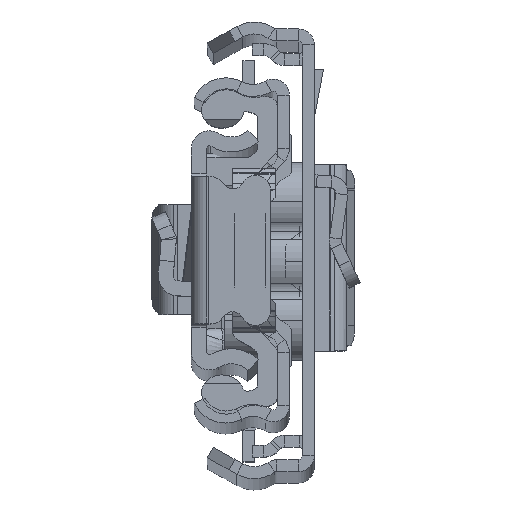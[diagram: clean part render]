
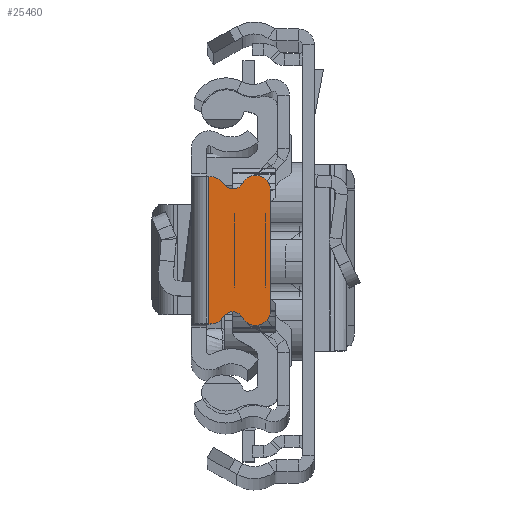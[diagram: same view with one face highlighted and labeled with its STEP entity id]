
A CAD part, top view. The second image highlights one B-rep face of the part: STEP entity #25460.
In plain terms, the highlighted planar face has unit normal (0, 0, 1).
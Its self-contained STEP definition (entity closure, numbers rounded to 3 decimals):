
#401 = DIRECTION ( 'NONE',  ( 1., 0., 0. ) ) ;
#691 = LINE ( 'NONE', #10968, #22354 ) ;
#1224 = VECTOR ( 'NONE', #10345, 1000. ) ;
#1229 = EDGE_CURVE ( 'NONE', #15423, #18748, #2937, .T. ) ;
#1451 = DIRECTION ( 'NONE',  ( 0., 0., 1. ) ) ;
#1710 = ORIENTED_EDGE ( 'NONE', *, *, #20444, .T. ) ;
#1743 = AXIS2_PLACEMENT_3D ( 'NONE', #12053, #7772, #3773 ) ;
#1798 = DIRECTION ( 'NONE',  ( 1., 0., 0. ) ) ;
#1966 = EDGE_CURVE ( 'NONE', #16498, #12537, #24207, .T. ) ;
#2051 = AXIS2_PLACEMENT_3D ( 'NONE', #16337, #6610, #22467 ) ;
#2551 = EDGE_CURVE ( 'NONE', #17994, #15423, #25732, .T. ) ;
#2841 = CARTESIAN_POINT ( 'NONE',  ( -1.75, 7.37, 0. ) ) ;
#2937 = CIRCLE ( 'NONE', #16522, 1.5 ) ;
#3072 = ORIENTED_EDGE ( 'NONE', *, *, #18506, .T. ) ;
#3773 = DIRECTION ( 'NONE',  ( -1., 0., 0. ) ) ;
#4154 = VECTOR ( 'NONE', #7632, 1000. ) ;
#4559 = VERTEX_POINT ( 'NONE', #25421 ) ;
#4617 = CARTESIAN_POINT ( 'NONE',  ( -7.929, -6., 0. ) ) ;
#4945 = CARTESIAN_POINT ( 'NONE',  ( -5.109, 6.713, 0. ) ) ;
#5049 = CARTESIAN_POINT ( 'NONE',  ( -4.142, 7.236, 0. ) ) ;
#5677 = CARTESIAN_POINT ( 'NONE',  ( -1.929, 7.37, 0. ) ) ;
#5864 = EDGE_LOOP ( 'NONE', ( #7828, #19223, #25080, #6402, #1710, #7048, #12102, #3072, #11413, #14250 ) ) ;
#6402 = ORIENTED_EDGE ( 'NONE', *, *, #22694, .T. ) ;
#6527 = PLANE ( 'NONE',  #18141 ) ;
#6559 = VERTEX_POINT ( 'NONE', #2841 ) ;
#6610 = DIRECTION ( 'NONE',  ( 0., 0., 1. ) ) ;
#6950 = CIRCLE ( 'NONE', #8214, 1.5 ) ;
#7048 = ORIENTED_EDGE ( 'NONE', *, *, #2551, .T. ) ;
#7322 = AXIS2_PLACEMENT_3D ( 'NONE', #12732, #18834, #24559 ) ;
#7500 = CARTESIAN_POINT ( 'NONE',  ( -7.929, -6., 0. ) ) ;
#7595 = CARTESIAN_POINT ( 'NONE',  ( -6.429, 6., 0. ) ) ;
#7632 = DIRECTION ( 'NONE',  ( 0., -1., 0. ) ) ;
#7676 = LINE ( 'NONE', #5677, #12351 ) ;
#7772 = DIRECTION ( 'NONE',  ( 0., 0., -1. ) ) ;
#7828 = ORIENTED_EDGE ( 'NONE', *, *, #14083, .F. ) ;
#8214 = AXIS2_PLACEMENT_3D ( 'NONE', #7595, #1451, #15733 ) ;
#8567 = CARTESIAN_POINT ( 'NONE',  ( -6.429, -6., 0. ) ) ;
#8836 = DIRECTION ( 'NONE',  ( -1., 0., 0. ) ) ;
#8917 = DIRECTION ( 'NONE',  ( 0., 0., -1. ) ) ;
#10345 = DIRECTION ( 'NONE',  ( 0., -1., 0. ) ) ;
#10778 = CARTESIAN_POINT ( 'NONE',  ( -3.206, -6.658, 0. ) ) ;
#10960 = CARTESIAN_POINT ( 'NONE',  ( -5.109, -6.713, 0. ) ) ;
#10968 = CARTESIAN_POINT ( 'NONE',  ( -1.929, -7.37, 0. ) ) ;
#11413 = ORIENTED_EDGE ( 'NONE', *, *, #1966, .T. ) ;
#11561 = CIRCLE ( 'NONE', #1743, 1.1 ) ;
#12032 = CARTESIAN_POINT ( 'NONE',  ( -3.206, 6.658, 0. ) ) ;
#12053 = CARTESIAN_POINT ( 'NONE',  ( -4.142, -7.236, 0. ) ) ;
#12102 = ORIENTED_EDGE ( 'NONE', *, *, #1229, .T. ) ;
#12241 = LINE ( 'NONE', #22470, #1224 ) ;
#12351 = VECTOR ( 'NONE', #1798, 1000. ) ;
#12418 = DIRECTION ( 'NONE',  ( 0., 0., 1. ) ) ;
#12537 = VERTEX_POINT ( 'NONE', #25559 ) ;
#12732 = CARTESIAN_POINT ( 'NONE',  ( -1.929, 5.87, 0. ) ) ;
#13140 = EDGE_CURVE ( 'NONE', #23234, #6559, #7676, .T. ) ;
#14083 = EDGE_CURVE ( 'NONE', #6559, #4559, #12241, .T. ) ;
#14151 = FACE_OUTER_BOUND ( 'NONE', #5864, .T. ) ;
#14250 = ORIENTED_EDGE ( 'NONE', *, *, #25140, .F. ) ;
#14920 = VERTEX_POINT ( 'NONE', #4945 ) ;
#15423 = VERTEX_POINT ( 'NONE', #4617 ) ;
#15551 = CARTESIAN_POINT ( 'NONE',  ( -7.929, 6., 0. ) ) ;
#15733 = DIRECTION ( 'NONE',  ( -1., 0., 0. ) ) ;
#16337 = CARTESIAN_POINT ( 'NONE',  ( -1.929, -5.87, 0. ) ) ;
#16410 = CARTESIAN_POINT ( 'NONE',  ( 644.071, 0., 0. ) ) ;
#16498 = VERTEX_POINT ( 'NONE', #10778 ) ;
#16522 = AXIS2_PLACEMENT_3D ( 'NONE', #8567, #20568, #18321 ) ;
#16676 = CARTESIAN_POINT ( 'NONE',  ( -1.929, 7.37, 0. ) ) ;
#17121 = CIRCLE ( 'NONE', #7322, 1.5 ) ;
#17994 = VERTEX_POINT ( 'NONE', #15551 ) ;
#18141 = AXIS2_PLACEMENT_3D ( 'NONE', #16410, #12418, #401 ) ;
#18321 = DIRECTION ( 'NONE',  ( 1., 0., 0. ) ) ;
#18506 = EDGE_CURVE ( 'NONE', #18748, #16498, #11561, .T. ) ;
#18748 = VERTEX_POINT ( 'NONE', #10960 ) ;
#18834 = DIRECTION ( 'NONE',  ( 0., 0., 1. ) ) ;
#19223 = ORIENTED_EDGE ( 'NONE', *, *, #13140, .F. ) ;
#19777 = EDGE_CURVE ( 'NONE', #23234, #25316, #17121, .T. ) ;
#20227 = CIRCLE ( 'NONE', #21520, 1.1 ) ;
#20444 = EDGE_CURVE ( 'NONE', #14920, #17994, #6950, .T. ) ;
#20568 = DIRECTION ( 'NONE',  ( 0., 0., 1. ) ) ;
#21520 = AXIS2_PLACEMENT_3D ( 'NONE', #5049, #8917, #24897 ) ;
#22354 = VECTOR ( 'NONE', #8836, 1000. ) ;
#22467 = DIRECTION ( 'NONE',  ( 1., 0., 0. ) ) ;
#22470 = CARTESIAN_POINT ( 'NONE',  ( -1.75, 0., 0. ) ) ;
#22694 = EDGE_CURVE ( 'NONE', #25316, #14920, #20227, .T. ) ;
#23234 = VERTEX_POINT ( 'NONE', #16676 ) ;
#24207 = CIRCLE ( 'NONE', #2051, 1.5 ) ;
#24559 = DIRECTION ( 'NONE',  ( -1., 0., 0. ) ) ;
#24897 = DIRECTION ( 'NONE',  ( 1., 0., 0. ) ) ;
#25080 = ORIENTED_EDGE ( 'NONE', *, *, #19777, .T. ) ;
#25140 = EDGE_CURVE ( 'NONE', #4559, #12537, #691, .T. ) ;
#25316 = VERTEX_POINT ( 'NONE', #12032 ) ;
#25421 = CARTESIAN_POINT ( 'NONE',  ( -1.75, -7.37, 0. ) ) ;
#25460 = ADVANCED_FACE ( 'NONE', ( #14151 ), #6527, .T. ) ;
#25559 = CARTESIAN_POINT ( 'NONE',  ( -1.929, -7.37, 0. ) ) ;
#25732 = LINE ( 'NONE', #7500, #4154 ) ;
